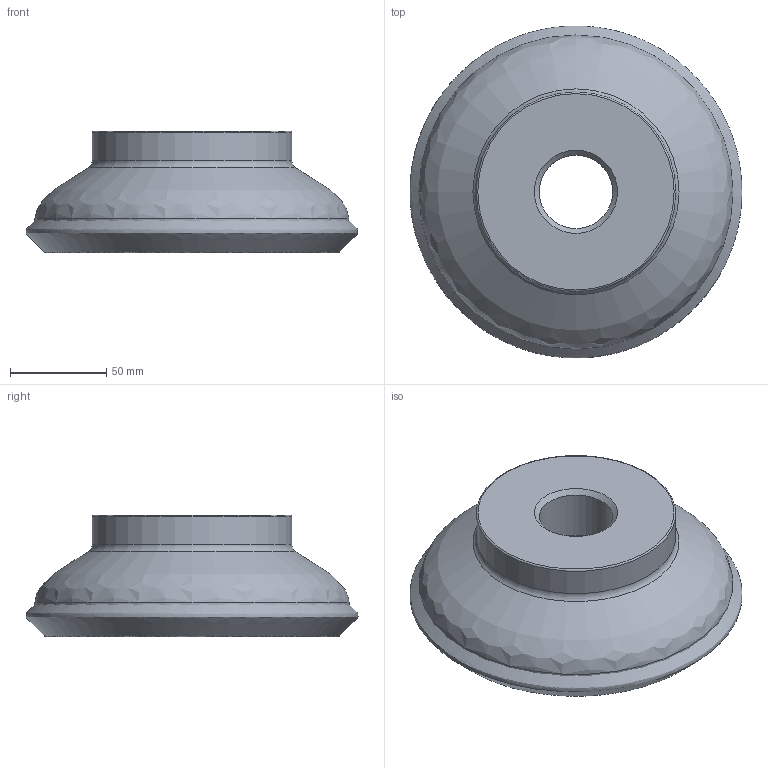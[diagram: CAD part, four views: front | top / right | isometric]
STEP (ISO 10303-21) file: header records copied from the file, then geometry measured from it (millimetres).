
FILE_DESCRIPTION(/* description */ (''),/* implementation_level */ '2;1');
FILE_NAME(/* name */ 'toolassembly_1.stp',/* time_stamp */ '2019-09-03T14:59:12+02:00',/* author */ (''),/* organization */ ('SMS'),/* preprocessor_version */ 'ST-DEVELOPER v16.7',/* originating_system */ 'SIEMENS PLM Software NX 12.0',/* authorisation */ '');
FILE_SCHEMA (('AUTOMOTIVE_DESIGN { 1 0 10303 214 3 1 1 1 }'));
Length unit declared in the file: millimetre
Products named in the file (4): CUT_20190903145848; NOCUT_20190903145833; ASSEMBLY_CONSTRUCTION; TOOLASSEMBLY_1
Assembly tree (3 placements, depth 2):
  TOOLASSEMBLY_1
    ASSEMBLY_CONSTRUCTION
    NOCUT_20190903145833
    CUT_20190903145848
Bounding box: 172.25 x 172.28 x 62.99 mm (x, y, z)
Volume: 864429 mm3; surface area: 96934.9 mm2
Topology: 2 solids, 2 shells, 24 faces, 48 edges, 38 vertices
Faces by surface type: torus 8, cone 6, cylinder 4, plane 3, revolution 2, bspline 1
Full cylindrical faces by diameter (mm): 38.112 x1, 56 x1, 103.5 x1, 162.965 x1
Entity records: 9972 total; most frequent: CARTESIAN_POINT 9334, DIRECTION 120, AXIS2_PLACEMENT_3D 59, FACE_BOUND 47, EDGE_LOOP 46, ORIENTED_EDGE 46, STYLED_ITEM 25, PRESENTATION_STYLE_ASSIGNMENT 25
